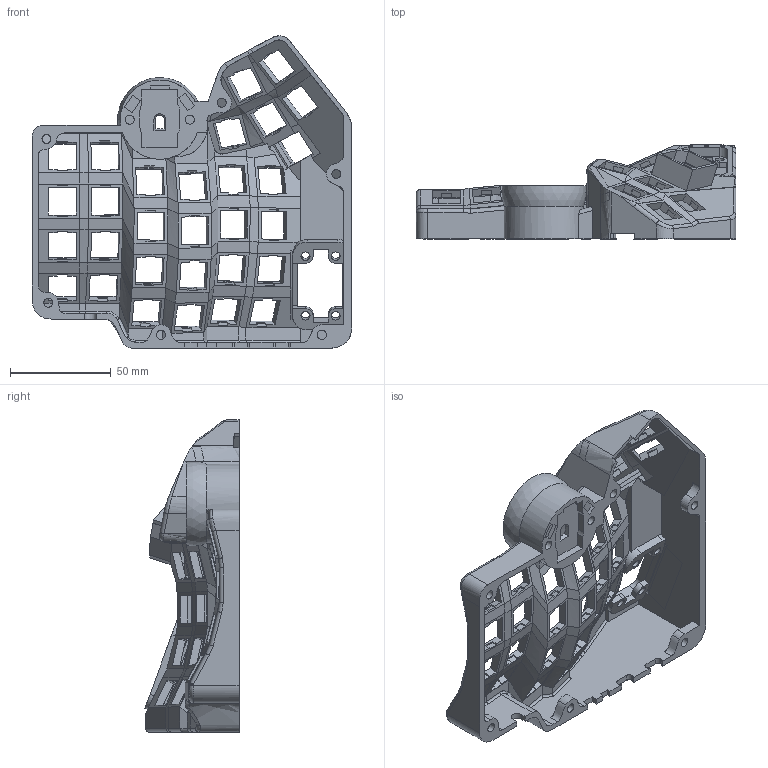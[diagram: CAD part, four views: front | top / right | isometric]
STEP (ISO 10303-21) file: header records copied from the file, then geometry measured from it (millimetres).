
FILE_DESCRIPTION(/* description */ (''),/* implementation_level */ '2;1');
FILE_NAME(/* name */ 'ScyllaBallz (2.5 mm bearing mount).step',/* time_stamp */ '2022-12-07T18:54:37+08:00',/* author */ (''),/* organization */ (''),/* preprocessor_version */ 'ST-DEVELOPER v19.2',/* originating_system */ 'Autodesk Translation Framework v11.17.0.187',/* authorisation */ '');
FILE_SCHEMA (('AUTOMOTIVE_DESIGN { 1 0 10303 214 3 1 1 }'));
Length unit declared in the file: millimetre
Products named in the file (2): OLEDMOD; Component2
Assembly tree (1 placements, depth 2):
  OLEDMOD
    Component2
Bounding box: 159.03 x 46.79 x 155.27 mm (x, y, z)
Volume: 105941.8 mm3; surface area: 71112.7 mm2
Topology: 1 solids, 1 shells, 939 faces, 2560 edges, 1634 vertices
Faces by surface type: plane 678, bspline 144, cylinder 112, sphere 3, torus 1, cone 1
Full cylindrical faces by diameter (mm): 2.1 x6, 2.689 x3, 4.5 x12
Entity records: 32772 total; most frequent: CARTESIAN_POINT 9583, ORIENTED_EDGE 5116, DIRECTION 4198, EDGE_CURVE 2558, LINE 2152, VECTOR 2152, VERTEX_POINT 1634, EDGE_LOOP 1036
